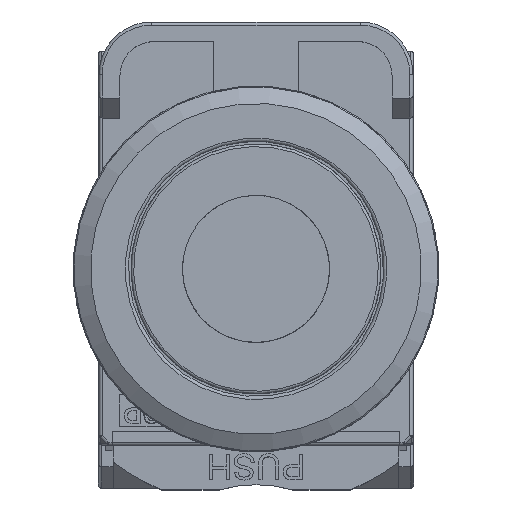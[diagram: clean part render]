
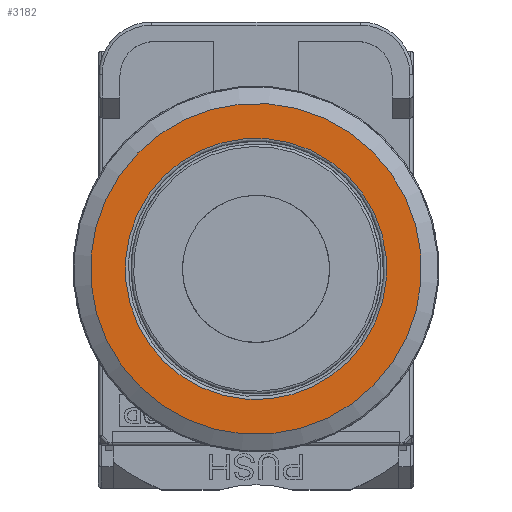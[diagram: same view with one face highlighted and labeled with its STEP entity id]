
A CAD part, top view. The second image highlights one B-rep face of the part: STEP entity #3182.
In plain terms, the highlighted planar face has unit normal (0, 0, 1).
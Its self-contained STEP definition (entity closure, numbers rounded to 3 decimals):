
#3182 = ADVANCED_FACE( '', ( #7231, #7232 ), #7233, .T. );
#7231 = FACE_OUTER_BOUND( '', #12497, .T. );
#7232 = FACE_BOUND( '', #12498, .T. );
#7233 = PLANE( '', #12499 );
#12497 = EDGE_LOOP( '', ( #23337 ) );
#12498 = EDGE_LOOP( '', ( #23338 ) );
#12499 = AXIS2_PLACEMENT_3D( '', #23339, #23340, #23341 );
#23337 = ORIENTED_EDGE( '', *, *, #35188, .F. );
#23338 = ORIENTED_EDGE( '', *, *, #35189, .T. );
#23339 = CARTESIAN_POINT( '', ( -13.296, -13.447, 12.996 ) );
#23340 = DIRECTION( '', ( 0., 0., 1. ) );
#23341 = DIRECTION( '', ( 0.963, 0.268, 0. ) );
#35188 = EDGE_CURVE( '', #43149, #43149, #43150, .T. );
#35189 = EDGE_CURVE( '', #43151, #43151, #43152, .T. );
#43149 = VERTEX_POINT( '', #56764 );
#43150 = CIRCLE( '', #56765, 15.757 );
#43151 = VERTEX_POINT( '', #56766 );
#43152 = CIRCLE( '', #56767, 12.44 );
#56764 = CARTESIAN_POINT( '', ( -15.181, -13.971, 12.996 ) );
#56765 = AXIS2_PLACEMENT_3D( '', #64590, #64591, #64592 );
#56766 = CARTESIAN_POINT( '', ( 11.985, -6.418, 12.996 ) );
#56767 = AXIS2_PLACEMENT_3D( '', #64593, #64594, #64595 );
#64590 = CARTESIAN_POINT( '', ( 0., -9.75, 12.996 ) );
#64591 = DIRECTION( '', ( 0., 0., -1. ) );
#64592 = DIRECTION( '', ( -0.963, -0.268, 0. ) );
#64593 = CARTESIAN_POINT( '', ( 0., -9.75, 12.996 ) );
#64594 = DIRECTION( '', ( 0., 0., -1. ) );
#64595 = DIRECTION( '', ( 0.963, 0.268, 0. ) );
